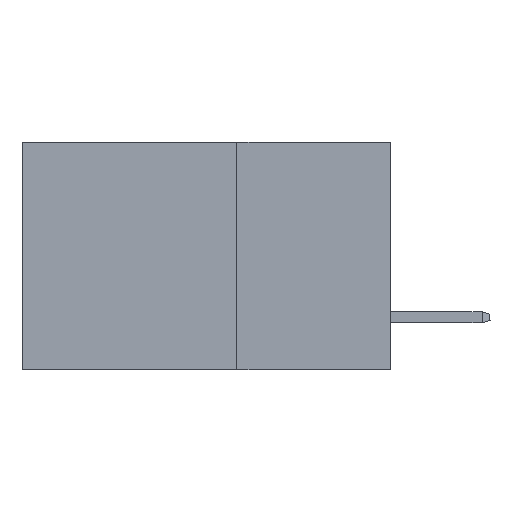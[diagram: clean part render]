
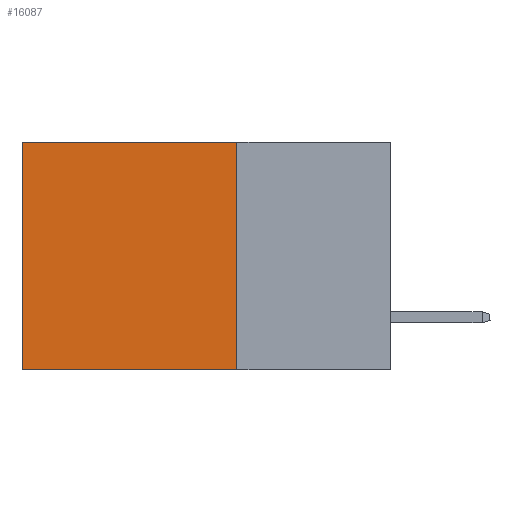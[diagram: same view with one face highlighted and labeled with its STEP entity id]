
A CAD part, left-side view. The second image highlights one B-rep face of the part: STEP entity #16087.
In plain terms, the highlighted planar face has unit normal (-1, 0, 0).
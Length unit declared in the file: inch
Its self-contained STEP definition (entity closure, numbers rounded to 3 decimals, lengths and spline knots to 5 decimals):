
#570 = DIRECTION ( 'NONE',  ( 1., 0., 0. ) ) ;
#1700 = FACE_OUTER_BOUND ( 'NONE', #14256, .T. ) ;
#2810 = LINE ( 'NONE', #8247, #25284 ) ;
#3071 = CARTESIAN_POINT ( 'NONE',  ( 0.2875, 0.25, 0. ) ) ;
#3969 = EDGE_CURVE ( 'NONE', #15628, #19266, #22964, .T. ) ;
#4155 = DIRECTION ( 'NONE',  ( 0., 0., -1. ) ) ;
#4342 = EDGE_CURVE ( 'NONE', #10170, #24403, #6018, .T. ) ;
#4452 = CARTESIAN_POINT ( 'NONE',  ( 0.2875, 0.6, -0.37 ) ) ;
#4534 = PLANE ( 'NONE',  #19532 ) ;
#4959 = CARTESIAN_POINT ( 'NONE',  ( 0.2875, 0.25, 0. ) ) ;
#5085 = VECTOR ( 'NONE', #19621, 39.37008 ) ;
#6002 = EDGE_CURVE ( 'NONE', #10170, #15628, #2810, .T. ) ;
#6018 = LINE ( 'NONE', #3071, #10902 ) ;
#6922 = CARTESIAN_POINT ( 'NONE',  ( 0.2875, 0.25, 0. ) ) ;
#7258 = CARTESIAN_POINT ( 'NONE',  ( 0.2875, 0.25, -0.37 ) ) ;
#8185 = VECTOR ( 'NONE', #11605, 39.37008 ) ;
#8247 = CARTESIAN_POINT ( 'NONE',  ( 0.2875, 0.25, 0. ) ) ;
#9379 = CARTESIAN_POINT ( 'NONE',  ( 0.2875, 0.6, 0. ) ) ;
#9692 = ORIENTED_EDGE ( 'NONE', *, *, #20989, .T. ) ;
#10170 = VERTEX_POINT ( 'NONE', #4959 ) ;
#10902 = VECTOR ( 'NONE', #10971, 39.37008 ) ;
#10971 = DIRECTION ( 'NONE',  ( 0., 1., 0. ) ) ;
#11605 = DIRECTION ( 'NONE',  ( 0., 0., -1. ) ) ;
#12181 = LINE ( 'NONE', #9379, #8185 ) ;
#13082 = CARTESIAN_POINT ( 'NONE',  ( 0.2875, 0.6, 0. ) ) ;
#14256 = EDGE_LOOP ( 'NONE', ( #9692, #17838, #14615, #21600 ) ) ;
#14615 = ORIENTED_EDGE ( 'NONE', *, *, #6002, .F. ) ;
#15628 = VERTEX_POINT ( 'NONE', #7258 ) ;
#16087 = ADVANCED_FACE ( 'NONE', ( #1700 ), #4534, .F. ) ;
#17838 = ORIENTED_EDGE ( 'NONE', *, *, #3969, .F. ) ;
#19266 = VERTEX_POINT ( 'NONE', #4452 ) ;
#19532 = AXIS2_PLACEMENT_3D ( 'NONE', #6922, #570, #22808 ) ;
#19621 = DIRECTION ( 'NONE',  ( 0., 1., 0. ) ) ;
#20989 = EDGE_CURVE ( 'NONE', #24403, #19266, #12181, .T. ) ;
#21056 = CARTESIAN_POINT ( 'NONE',  ( 0.2875, 0.25, -0.37 ) ) ;
#21600 = ORIENTED_EDGE ( 'NONE', *, *, #4342, .T. ) ;
#22808 = DIRECTION ( 'NONE',  ( 0., 0., -1. ) ) ;
#22964 = LINE ( 'NONE', #21056, #5085 ) ;
#24403 = VERTEX_POINT ( 'NONE', #13082 ) ;
#25284 = VECTOR ( 'NONE', #4155, 39.37008 ) ;
